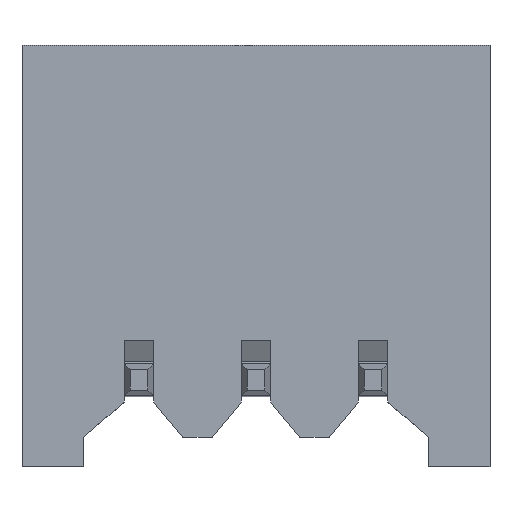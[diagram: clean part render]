
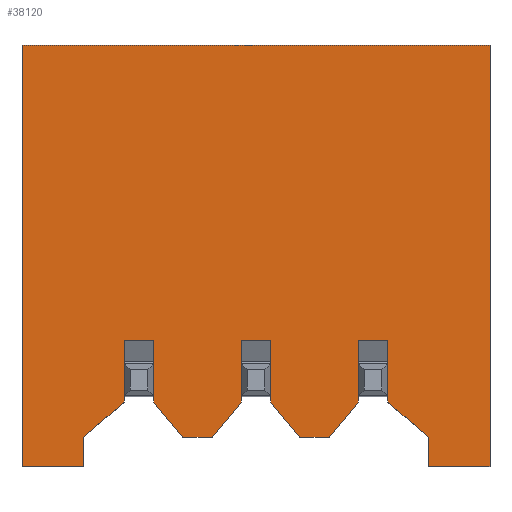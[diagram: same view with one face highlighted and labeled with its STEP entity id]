
A CAD part, top view. The second image highlights one B-rep face of the part: STEP entity #38120.
In plain terms, the highlighted planar face has unit normal (0, 0, 1).
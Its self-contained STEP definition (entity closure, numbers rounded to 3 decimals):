
#460=CARTESIAN_POINT('',(2.653,0.,5.3));
#470=DIRECTION('',(0.,-1.,0.));
#480=VECTOR('',#470,1.);
#490=LINE('',#460,#480);
#500=CARTESIAN_POINT('',(2.653,3.503,5.3));
#510=VERTEX_POINT('',#500);
#520=CARTESIAN_POINT('',(2.653,-3.697,5.3));
#530=VERTEX_POINT('',#520);
#540=EDGE_CURVE('',#510,#530,#490,.T.);
#1930=CARTESIAN_POINT('',(4.903,-1.537,5.3));
#1940=VERTEX_POINT('',#1930);
#2090=CARTESIAN_POINT('',(4.403,-1.537,5.3));
#2100=VERTEX_POINT('',#2090);
#2130=CARTESIAN_POINT('',(4.,-1.537,5.3));
#2140=DIRECTION('',(-1.,0.,0.));
#2150=VECTOR('',#2140,1.);
#2160=LINE('',#2130,#2150);
#2170=EDGE_CURVE('',#1940,#2100,#2160,.T.);
#2390=CARTESIAN_POINT('',(4.403,-1.947,5.3));
#2400=VERTEX_POINT('',#2390);
#2430=CARTESIAN_POINT('',(4.403,0.,5.3));
#2440=DIRECTION('',(0.,-1.,0.));
#2450=VECTOR('',#2440,1.);
#2460=LINE('',#2430,#2450);
#2470=EDGE_CURVE('',#2100,#2400,#2460,.T.);
#3760=CARTESIAN_POINT('',(3.703,-3.697,5.3));
#3770=VERTEX_POINT('',#3760);
#3800=CARTESIAN_POINT('',(3.703,0.,5.3));
#3810=DIRECTION('',(0.,-1.,0.));
#3820=VECTOR('',#3810,1.);
#3830=LINE('',#3800,#3820);
#3840=CARTESIAN_POINT('',(3.703,-3.197,5.3));
#3850=VERTEX_POINT('',#3840);
#3860=EDGE_CURVE('',#3850,#3770,#3830,.T.);
#4190=CARTESIAN_POINT('',(4.,-2.943,5.3));
#4200=DIRECTION('',(-0.759,-0.651,0.));
#4210=VECTOR('',#4200,1.);
#4220=LINE('',#4190,#4210);
#4230=CARTESIAN_POINT('',(4.403,-2.597,5.3));
#4240=VERTEX_POINT('',#4230);
#4250=EDGE_CURVE('',#4240,#3850,#4220,.T.);
#7000=CARTESIAN_POINT('',(8.903,0.,5.3));
#7010=DIRECTION('',(0.,-1.,0.));
#7020=VECTOR('',#7010,1.);
#7030=LINE('',#7000,#7020);
#7040=CARTESIAN_POINT('',(8.903,-2.497,5.3));
#7050=VERTEX_POINT('',#7040);
#7060=CARTESIAN_POINT('',(8.903,-2.597,5.3));
#7070=VERTEX_POINT('',#7060);
#7080=EDGE_CURVE('',#7050,#7070,#7030,.T.);
#7890=CARTESIAN_POINT('',(4.903,0.,5.3));
#7900=DIRECTION('',(0.,1.,0.));
#7910=VECTOR('',#7900,1.);
#7920=LINE('',#7890,#7910);
#7930=CARTESIAN_POINT('',(4.903,-1.947,5.3));
#7940=VERTEX_POINT('',#7930);
#7950=EDGE_CURVE('',#7940,#1940,#7920,.T.);
#8150=CARTESIAN_POINT('',(7.903,-3.197,5.3));
#8160=VERTEX_POINT('',#8150);
#8190=CARTESIAN_POINT('',(10.567,0.,5.3));
#8200=DIRECTION('',(0.64,0.768,
0.));
#8210=VECTOR('',#8200,1.);
#8220=LINE('',#8190,#8210);
#8230=CARTESIAN_POINT('',(8.403,-2.597,5.3));
#8240=VERTEX_POINT('',#8230);
#8250=EDGE_CURVE('',#8160,#8240,#8220,.T.);
#8960=CARTESIAN_POINT('',(6.403,-1.947,5.3));
#8970=VERTEX_POINT('',#8960);
#9000=CARTESIAN_POINT('',(6.403,0.,5.3));
#9010=DIRECTION('',(0.,-1.,0.));
#9020=VECTOR('',#9010,1.);
#9030=LINE('',#9000,#9020);
#9040=CARTESIAN_POINT('',(6.403,-1.537,5.3));
#9050=VERTEX_POINT('',#9040);
#9060=EDGE_CURVE('',#9050,#8970,#9030,.T.);
#9260=CARTESIAN_POINT('',(10.653,3.503,5.3));
#9270=VERTEX_POINT('',#9260);
#9960=CARTESIAN_POINT('',(10.653,-3.697,5.3));
#9970=VERTEX_POINT('',#9960);
#10000=CARTESIAN_POINT('',(10.653,0.,5.3));
#10010=DIRECTION('',(0.,-1.,0.));
#10020=VECTOR('',#10010,1.);
#10030=LINE('',#10000,#10020);
#10040=EDGE_CURVE('',#9270,#9970,#10030,.T.);
#11390=CARTESIAN_POINT('',(9.603,-3.197,5.3));
#11400=VERTEX_POINT('',#11390);
#11430=CARTESIAN_POINT('',(9.603,0.,5.3));
#11440=DIRECTION('',(0.,-1.,0.));
#11450=VECTOR('',#11440,1.);
#11460=LINE('',#11430,#11450);
#11470=CARTESIAN_POINT('',(9.603,-3.697,5.3));
#11480=VERTEX_POINT('',#11470);
#11490=EDGE_CURVE('',#11400,#11480,#11460,.T.);
#12780=CARTESIAN_POINT('',(4.,-3.697,5.3));
#12790=DIRECTION('',(-1.,0.,0.));
#12800=VECTOR('',#12790,1.);
#12810=LINE('',#12780,#12800);
#12820=EDGE_CURVE('',#3770,#530,#12810,.T.);
#18860=CARTESIAN_POINT('',(8.403,0.,5.3));
#18870=DIRECTION('',(0.,1.,0.));
#18880=VECTOR('',#18870,1.);
#18890=LINE('',#18860,#18880);
#18900=CARTESIAN_POINT('',(8.403,-2.497,5.3));
#18910=VERTEX_POINT('',#18900);
#18920=EDGE_CURVE('',#8240,#18910,#18890,.T.);
#19710=CARTESIAN_POINT('',(15.306,3.503,5.3));
#19720=DIRECTION('',(-1.,0.,0.));
#19730=VECTOR('',#19720,1.);
#19740=LINE('',#19710,#19730);
#19750=EDGE_CURVE('',#9270,#510,#19740,.T.);
#22480=CARTESIAN_POINT('',(4.403,-2.497,5.3));
#22490=VERTEX_POINT('',#22480);
#22520=CARTESIAN_POINT('',(4.403,0.,5.3));
#22530=DIRECTION('',(0.,1.,0.));
#22540=VECTOR('',#22530,1.);
#22550=LINE('',#22520,#22540);
#22560=EDGE_CURVE('',#22490,#2400,#22550,.T.);
#23410=CARTESIAN_POINT('',(4.903,-2.497,5.3));
#23420=VERTEX_POINT('',#23410);
#23520=CARTESIAN_POINT('',(4.903,0.,5.3));
#23530=DIRECTION('',(0.,-1.,0.));
#23540=VECTOR('',#23530,1.);
#23550=LINE('',#23520,#23540);
#23560=EDGE_CURVE('',#7940,#23420,#23550,.T.);
#23700=CARTESIAN_POINT('',(8.403,-1.537,5.3));
#23710=VERTEX_POINT('',#23700);
#23740=CARTESIAN_POINT('',(9.306,-1.537,5.3));
#23750=DIRECTION('',(1.,0.,0.));
#23760=VECTOR('',#23750,1.);
#23770=LINE('',#23740,#23760);
#23780=CARTESIAN_POINT('',(8.903,-1.537,5.3));
#23790=VERTEX_POINT('',#23780);
#23800=EDGE_CURVE('',#23710,#23790,#23770,.T.);
#24000=CARTESIAN_POINT('',(8.903,-1.947,5.3));
#24010=VERTEX_POINT('',#24000);
#24020=EDGE_CURVE('',#23790,#24010,#7030,.T.);
#24230=CARTESIAN_POINT('',(9.306,-2.943,5.3));
#24240=DIRECTION('',(0.759,-0.651,
0.));
#24250=VECTOR('',#24240,1.);
#24260=LINE('',#24230,#24250);
#24270=EDGE_CURVE('',#7070,#11400,#24260,.T.);
#26000=CARTESIAN_POINT('',(6.903,-2.597,5.3));
#26010=VERTEX_POINT('',#26000);
#26040=CARTESIAN_POINT('',(4.738,0.,5.3));
#26050=DIRECTION('',(0.64,-0.768,
0.));
#26060=VECTOR('',#26050,1.);
#26070=LINE('',#26040,#26060);
#26080=CARTESIAN_POINT('',(7.403,-3.197,5.3));
#26090=VERTEX_POINT('',#26080);
#26100=EDGE_CURVE('',#26010,#26090,#26070,.T.);
#27960=CARTESIAN_POINT('',(8.403,-1.947,5.3));
#27970=VERTEX_POINT('',#27960);
#27980=EDGE_CURVE('',#27970,#23710,#18890,.T.);
#29220=CARTESIAN_POINT('',(6.403,-2.597,5.3));
#29230=VERTEX_POINT('',#29220);
#29260=CARTESIAN_POINT('',(6.403,-2.497,5.3));
#29270=VERTEX_POINT('',#29260);
#29280=EDGE_CURVE('',#29270,#29230,#9030,.T.);
#29440=CARTESIAN_POINT('',(6.903,0.,5.3));
#29450=DIRECTION('',(0.,-1.,0.));
#29460=VECTOR('',#29450,1.);
#29470=LINE('',#29440,#29460);
#29480=CARTESIAN_POINT('',(6.903,-2.497,5.3));
#29490=VERTEX_POINT('',#29480);
#29500=EDGE_CURVE('',#29490,#26010,#29470,.T.);
#29980=CARTESIAN_POINT('',(9.603,-3.197,5.3));
#29990=DIRECTION('',(-1.,0.,0.));
#30000=VECTOR('',#29990,1.);
#30010=LINE('',#29980,#30000);
#30020=EDGE_CURVE('',#8160,#26090,#30010,.T.);
#34120=EDGE_CURVE('',#22490,#4240,#2460,.T.);
#34220=CARTESIAN_POINT('',(6.903,-1.537,5.3));
#34230=VERTEX_POINT('',#34220);
#34260=CARTESIAN_POINT('',(6.903,-1.947,5.3));
#34270=VERTEX_POINT('',#34260);
#34280=EDGE_CURVE('',#34230,#34270,#29470,.T.);
#35380=CARTESIAN_POINT('',(9.306,-3.697,5.3));
#35390=DIRECTION('',(1.,0.,0.));
#35400=VECTOR('',#35390,1.);
#35410=LINE('',#35380,#35400);
#35420=EDGE_CURVE('',#11480,#9970,#35410,.T.);
#35910=CARTESIAN_POINT('',(4.,-1.537,5.3));
#35920=DIRECTION('',(-1.,0.,0.));
#35930=VECTOR('',#35920,1.);
#35940=LINE('',#35910,#35930);
#35950=EDGE_CURVE('',#34230,#9050,#35940,.T.);
#36540=CARTESIAN_POINT('',(3.703,-3.197,5.3));
#36550=DIRECTION('',(1.,0.,0.));
#36560=VECTOR('',#36550,1.);
#36570=LINE('',#36540,#36560);
#36580=CARTESIAN_POINT('',(5.403,-3.197,5.3));
#36590=VERTEX_POINT('',#36580);
#36600=CARTESIAN_POINT('',(5.903,-3.197,5.3));
#36610=VERTEX_POINT('',#36600);
#36620=EDGE_CURVE('',#36590,#36610,#36570,.T.);
#37360=CARTESIAN_POINT('',(13.538,0.13,5.3));
#37370=DIRECTION('',(0.,0.,-1.));
#37380=DIRECTION('',(-1.,0.,0.));
#37390=AXIS2_PLACEMENT_3D('',#37360,#37370,#37380);
#37400=PLANE('',#37390);
#37410=ORIENTED_EDGE('',*,*,#10040,.F.);
#37420=ORIENTED_EDGE('',*,*,#35420,.T.);
#37430=ORIENTED_EDGE('',*,*,#11490,.T.);
#37440=ORIENTED_EDGE('',*,*,#24270,.T.);
#37450=ORIENTED_EDGE('',*,*,#7080,.T.);
#37460=CARTESIAN_POINT('',(8.903,0.,5.3));
#37470=DIRECTION('',(0.,-1.,0.));
#37480=VECTOR('',#37470,1.);
#37490=LINE('',#37460,#37480);
#37500=EDGE_CURVE('',#24010,#7050,#37490,.T.);
#37510=ORIENTED_EDGE('',*,*,#37500,.T.);
#37520=ORIENTED_EDGE('',*,*,#24020,.T.);
#37530=ORIENTED_EDGE('',*,*,#23800,.T.);
#37540=ORIENTED_EDGE('',*,*,#27980,.T.);
#37550=CARTESIAN_POINT('',(8.403,0.,5.3));
#37560=DIRECTION('',(0.,1.,0.));
#37570=VECTOR('',#37560,1.);
#37580=LINE('',#37550,#37570);
#37590=EDGE_CURVE('',#18910,#27970,#37580,.T.);
#37600=ORIENTED_EDGE('',*,*,#37590,.T.);
#37610=ORIENTED_EDGE('',*,*,#18920,.T.);
#37620=ORIENTED_EDGE('',*,*,#8250,.T.);
#37630=ORIENTED_EDGE('',*,*,#30020,.F.);
#37640=ORIENTED_EDGE('',*,*,#26100,.T.);
#37650=ORIENTED_EDGE('',*,*,#29500,.T.);
#37660=CARTESIAN_POINT('',(6.903,0.,5.3));
#37670=DIRECTION('',(0.,-1.,0.));
#37680=VECTOR('',#37670,1.);
#37690=LINE('',#37660,#37680);
#37700=EDGE_CURVE('',#34270,#29490,#37690,.T.);
#37710=ORIENTED_EDGE('',*,*,#37700,.T.);
#37720=ORIENTED_EDGE('',*,*,#34280,.T.);
#37730=ORIENTED_EDGE('',*,*,#35950,.F.);
#37740=ORIENTED_EDGE('',*,*,#9060,.F.);
#37750=CARTESIAN_POINT('',(6.403,0.,5.3));
#37760=DIRECTION('',(0.,1.,0.));
#37770=VECTOR('',#37760,1.);
#37780=LINE('',#37750,#37770);
#37790=EDGE_CURVE('',#29270,#8970,#37780,.T.);
#37800=ORIENTED_EDGE('',*,*,#37790,.T.);
#37810=ORIENTED_EDGE('',*,*,#29280,.F.);
#37820=CARTESIAN_POINT('',(8.567,0.,5.3));
#37830=DIRECTION('',(-0.64,-0.768,0.));
#37840=VECTOR('',#37830,1.);
#37850=LINE('',#37820,#37840);
#37860=EDGE_CURVE('',#29230,#36610,#37850,.T.);
#37870=ORIENTED_EDGE('',*,*,#37860,.F.);
#37880=ORIENTED_EDGE('',*,*,#36620,.T.);
#37890=CARTESIAN_POINT('',(2.738,0.,5.3));
#37900=DIRECTION('',(-0.64,0.768,0.));
#37910=VECTOR('',#37900,1.);
#37920=LINE('',#37890,#37910);
#37930=CARTESIAN_POINT('',(4.903,-2.597,5.3));
#37940=VERTEX_POINT('',#37930);
#37950=EDGE_CURVE('',#36590,#37940,#37920,.T.);
#37960=ORIENTED_EDGE('',*,*,#37950,.F.);
#37970=EDGE_CURVE('',#37940,#23420,#7920,.T.);
#37980=ORIENTED_EDGE('',*,*,#37970,.F.);
#37990=ORIENTED_EDGE('',*,*,#23560,.T.);
#38000=ORIENTED_EDGE('',*,*,#7950,.F.);
#38010=ORIENTED_EDGE('',*,*,#2170,.F.);
#38020=ORIENTED_EDGE('',*,*,#2470,.F.);
#38030=ORIENTED_EDGE('',*,*,#22560,.T.);
#38040=ORIENTED_EDGE('',*,*,#34120,.F.);
#38050=ORIENTED_EDGE('',*,*,#4250,.F.);
#38060=ORIENTED_EDGE('',*,*,#3860,.F.);
#38070=ORIENTED_EDGE('',*,*,#12820,.F.);
#38080=ORIENTED_EDGE('',*,*,#540,.T.);
#38090=ORIENTED_EDGE('',*,*,#19750,.T.);
#38100=EDGE_LOOP('',(#38090,#38080,#38070,#38060,#38050,#38040,#38030,
#38020,#38010,#38000,#37990,#37980,#37960,#37880,#37870,#37810,#37800,
#37740,#37730,#37720,#37710,#37650,#37640,#37630,#37620,#37610,#37600,
#37540,#37530,#37520,#37510,#37450,#37440,#37430,#37420,#37410));
#38110=FACE_OUTER_BOUND('',#38100,.T.);
#38120=ADVANCED_FACE('',(#38110),#37400,.F.);
